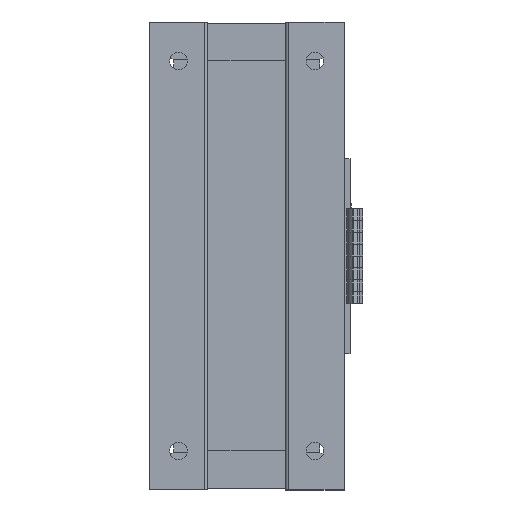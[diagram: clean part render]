
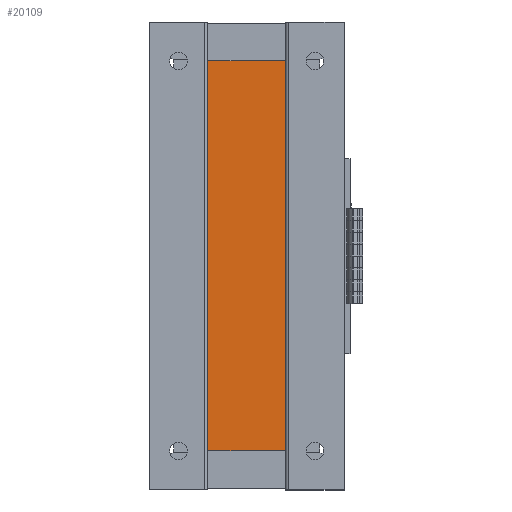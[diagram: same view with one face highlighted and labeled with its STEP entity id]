
A CAD part, front view. The second image highlights one B-rep face of the part: STEP entity #20109.
In plain terms, the highlighted planar face has unit normal (0, -1, 0).
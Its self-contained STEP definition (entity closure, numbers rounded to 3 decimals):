
#2181=FACE_OUTER_BOUND('',#3248,.T.);
#3248=EDGE_LOOP('',(#13647,#13648,#13649,#13650));
#4401=LINE('',#28948,#6654);
#4402=LINE('',#28951,#6655);
#4403=LINE('',#28953,#6656);
#4404=LINE('',#28954,#6657);
#6654=VECTOR('',#23272,10.);
#6655=VECTOR('',#23275,10.);
#6656=VECTOR('',#23276,10.);
#6657=VECTOR('',#23277,10.);
#8900=VERTEX_POINT('',#28941);
#8903=VERTEX_POINT('',#28946);
#8904=VERTEX_POINT('',#28950);
#8905=VERTEX_POINT('',#28952);
#10768=EDGE_CURVE('',#8900,#8903,#4401,.T.);
#10769=EDGE_CURVE('',#8904,#8900,#4402,.T.);
#10770=EDGE_CURVE('',#8905,#8903,#4403,.T.);
#10771=EDGE_CURVE('',#8904,#8905,#4404,.T.);
#13647=ORIENTED_EDGE('',*,*,#10769,.T.);
#13648=ORIENTED_EDGE('',*,*,#10768,.T.);
#13649=ORIENTED_EDGE('',*,*,#10770,.F.);
#13650=ORIENTED_EDGE('',*,*,#10771,.F.);
#19336=PLANE('',#21509);
#20109=ADVANCED_FACE('',(#2181),#19336,.T.);
#21509=AXIS2_PLACEMENT_3D('',#28949,#23273,#23274);
#23272=DIRECTION('',(1.,0.,0.));
#23273=DIRECTION('center_axis',(0.,-1.,0.));
#23274=DIRECTION('ref_axis',(0.,0.,-1.));
#23275=DIRECTION('',(0.,0.,-1.));
#23276=DIRECTION('',(0.,0.,-1.));
#23277=DIRECTION('',(1.,0.,0.));
#28941=CARTESIAN_POINT('',(0.,0.,0.));
#28946=CARTESIAN_POINT('',(40.,0.,0.));
#28948=CARTESIAN_POINT('',(0.,0.,0.));
#28949=CARTESIAN_POINT('Origin',(0.,0.,200.));
#28950=CARTESIAN_POINT('',(0.,0.,200.));
#28951=CARTESIAN_POINT('',(0.,0.,200.));
#28952=CARTESIAN_POINT('',(40.,0.,200.));
#28953=CARTESIAN_POINT('',(40.,0.,200.));
#28954=CARTESIAN_POINT('',(0.,0.,200.));
